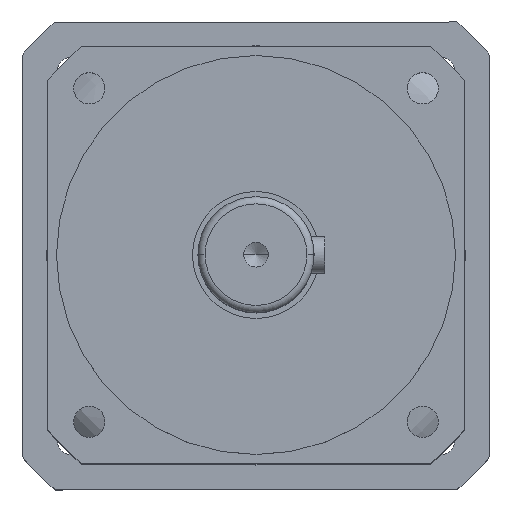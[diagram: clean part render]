
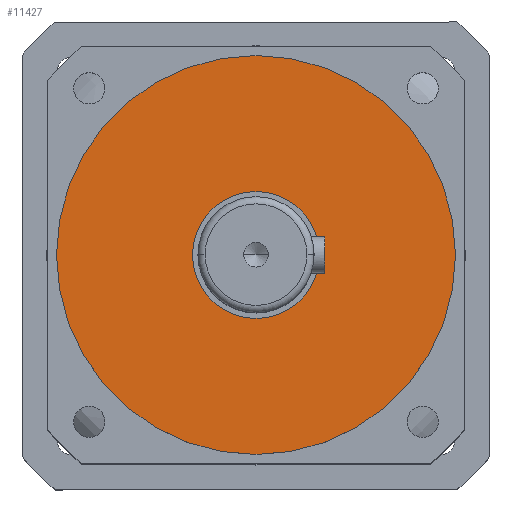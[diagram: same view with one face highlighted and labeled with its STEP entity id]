
A CAD part, top view. The second image highlights one B-rep face of the part: STEP entity #11427.
In plain terms, the highlighted planar face has unit normal (0, 0, 1).
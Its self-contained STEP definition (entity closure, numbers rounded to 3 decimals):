
#783 = AXIS2_PLACEMENT_3D ( 'NONE', #4207, #7723, #8788 ) ;
#838 = PLANE ( 'NONE',  #2794 ) ;
#1829 = CIRCLE ( 'NONE', #783, 55. ) ;
#2794 = AXIS2_PLACEMENT_3D ( 'NONE', #8981, #7203, #5530 ) ;
#3493 = EDGE_CURVE ( 'NONE', #7772, #10446, #4988, .T. ) ;
#3745 = AXIS2_PLACEMENT_3D ( 'NONE', #6162, #10643, #9614 ) ;
#4087 = EDGE_LOOP ( 'NONE', ( #5492, #7439 ) ) ;
#4207 = CARTESIAN_POINT ( 'NONE',  ( 0., 0., 145.5 ) ) ;
#4554 = EDGE_CURVE ( 'NONE', #10446, #7772, #1829, .T. ) ;
#4988 = CIRCLE ( 'NONE', #3745, 55. ) ;
#5492 = ORIENTED_EDGE ( 'NONE', *, *, #3493, .T. ) ;
#5530 = DIRECTION ( 'NONE',  ( 1., 0., 0. ) ) ;
#6142 = CARTESIAN_POINT ( 'NONE',  ( 55., 0., 145.5 ) ) ;
#6162 = CARTESIAN_POINT ( 'NONE',  ( 0., 0., 145.5 ) ) ;
#7203 = DIRECTION ( 'NONE',  ( 0., 0., 1. ) ) ;
#7439 = ORIENTED_EDGE ( 'NONE', *, *, #4554, .T. ) ;
#7723 = DIRECTION ( 'NONE',  ( 0., 0., 1. ) ) ;
#7772 = VERTEX_POINT ( 'NONE', #6142 ) ;
#8645 = CARTESIAN_POINT ( 'NONE',  ( -55., 0., 145.5 ) ) ;
#8788 = DIRECTION ( 'NONE',  ( 1., 0., 0. ) ) ;
#8981 = CARTESIAN_POINT ( 'NONE',  ( 0., 0., 145.5 ) ) ;
#9288 = FACE_OUTER_BOUND ( 'NONE', #4087, .T. ) ;
#9614 = DIRECTION ( 'NONE',  ( 1., 0., 0. ) ) ;
#10446 = VERTEX_POINT ( 'NONE', #8645 ) ;
#10643 = DIRECTION ( 'NONE',  ( 0., 0., 1. ) ) ;
#11427 = ADVANCED_FACE ( 'NONE', ( #9288 ), #838, .T. ) ;
